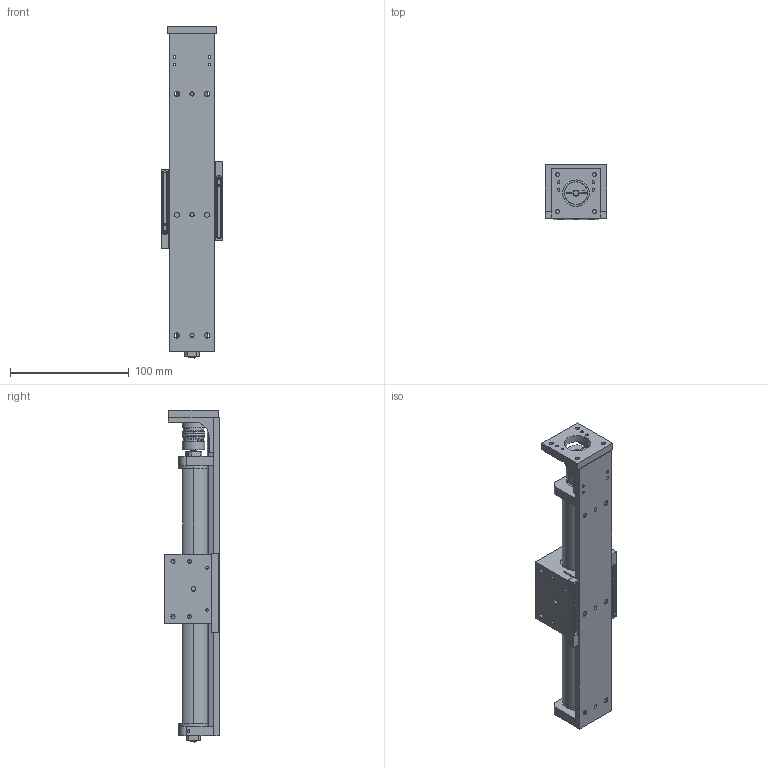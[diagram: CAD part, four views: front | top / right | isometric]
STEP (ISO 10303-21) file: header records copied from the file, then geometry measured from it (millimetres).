
FILE_DESCRIPTION (( 'STEP AP214' ), '1' );
FILE_NAME ('LACP-16T06L1.step', '2016-06-20T13:15:38', ( '' ), ( '' ), 'SwSTEP 2.0', 'SolidWorks 2016', '' );
FILE_SCHEMA (( 'AUTOMOTIVE_DESIGN' ));
Length unit declared in the file: inch
Products named in the file (3): LACP-16TXXL1-CAR; LACP-16T06L1-RAIL; LACP-16T06L1
Assembly tree (2 placements, depth 2):
  LACP-16T06L1
    LACP-16T06L1-RAIL
    LACP-16TXXL1-CAR
Bounding box: 51.56 x 46.02 x 279.27 mm (x, y, z)
Volume: 256000.9 mm3; surface area: 118579.4 mm2
Topology: 25 solids, 25 shells, 805 faces, 2078 edges, 1344 vertices
Faces by surface type: cylinder 454, plane 269, cone 50, torus 26, bspline 6
Entity records: 37029 total; most frequent: CARTESIAN_POINT 10684, DIRECTION 4122, ORIENTED_EDGE 4076, EDGE_CURVE 2038, AXIS2_PLACEMENT_3D 1565, VERTEX_POINT 1344, VECTOR 992, LINE 992
